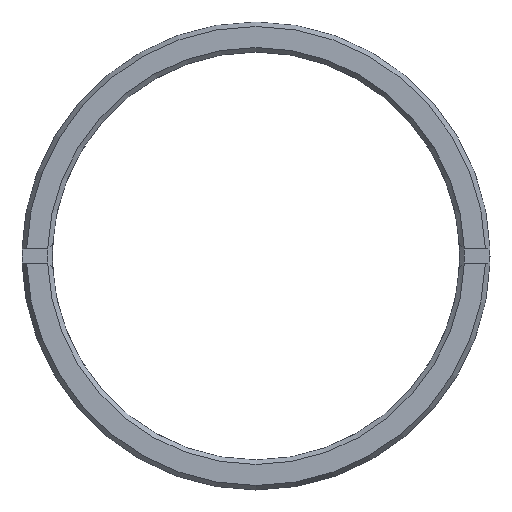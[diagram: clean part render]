
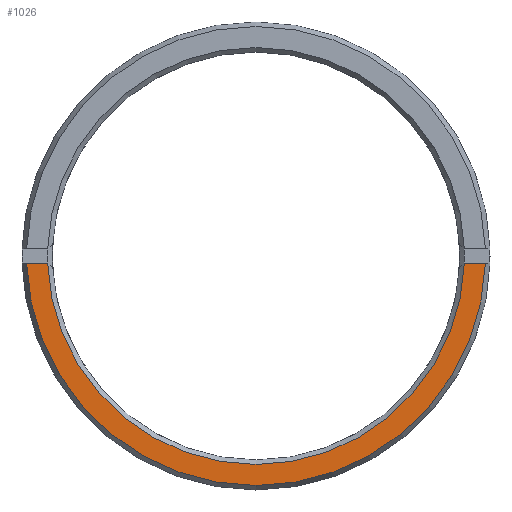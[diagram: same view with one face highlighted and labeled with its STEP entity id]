
A CAD part, left-side view. The second image highlights one B-rep face of the part: STEP entity #1026.
In plain terms, the highlighted planar face has unit normal (-1, 0, 0).
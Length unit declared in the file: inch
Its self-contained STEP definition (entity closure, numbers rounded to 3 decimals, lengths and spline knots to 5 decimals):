
#65 = AXIS2_PLACEMENT_3D ( 'NONE', #812, #822, #824 ) ;
#182 = EDGE_CURVE ( 'NONE', #1336, #1273, #1399, .T. ) ;
#214 = EDGE_CURVE ( 'NONE', #1273, #1335, #1424, .T. ) ;
#221 = EDGE_CURVE ( 'NONE', #1444, #1336, #1442, .T. ) ;
#230 = AXIS2_PLACEMENT_3D ( 'NONE', #635, #636, #770 ) ;
#240 = AXIS2_PLACEMENT_3D ( 'NONE', #289, #419, #402 ) ;
#255 = EDGE_CURVE ( 'NONE', #1444, #1168, #1459, .T. ) ;
#258 = AXIS2_PLACEMENT_3D ( 'NONE', #813, #791, #879 ) ;
#277 = CARTESIAN_POINT ( 'NONE',  ( 0., 0., -0.5075 ) ) ;
#289 = CARTESIAN_POINT ( 'NONE',  ( 0., 0., -1.14407 ) ) ;
#392 = CARTESIAN_POINT ( 'NONE',  ( 0., -0.50726, -0.01562 ) ) ;
#402 = DIRECTION ( 'NONE',  ( 0., 0., -1. ) ) ;
#419 = DIRECTION ( 'NONE',  ( 1., 0., 0. ) ) ;
#470 = CARTESIAN_POINT ( 'NONE',  ( 0., 0.46074, -0.01562 ) ) ;
#488 = CARTESIAN_POINT ( 'NONE',  ( 0., 0.50726, -0.01562 ) ) ;
#498 = CARTESIAN_POINT ( 'NONE',  ( 0., -0.46074, -0.01562 ) ) ;
#534 = PLANE ( 'NONE',  #240 ) ;
#626 = DIRECTION ( 'NONE',  ( 0., 1., 0. ) ) ;
#635 = CARTESIAN_POINT ( 'NONE',  ( 0., 0., 0. ) ) ;
#636 = DIRECTION ( 'NONE',  ( -1., 0., 0. ) ) ;
#706 = CARTESIAN_POINT ( 'NONE',  ( 0., 0., -0.01562 ) ) ;
#770 = DIRECTION ( 'NONE',  ( 0., 0., -1. ) ) ;
#791 = DIRECTION ( 'NONE',  ( 1., 0., 0. ) ) ;
#794 = DIRECTION ( 'NONE',  ( 0., -1., 0. ) ) ;
#812 = CARTESIAN_POINT ( 'NONE',  ( 0., 0., 0. ) ) ;
#813 = CARTESIAN_POINT ( 'NONE',  ( 0., 0., 0. ) ) ;
#822 = DIRECTION ( 'NONE',  ( -1., 0., 0. ) ) ;
#824 = DIRECTION ( 'NONE',  ( 0., 0., -1. ) ) ;
#843 = CARTESIAN_POINT ( 'NONE',  ( 0., 0., -0.01562 ) ) ;
#879 = DIRECTION ( 'NONE',  ( 0., 0., -1. ) ) ;
#924 = EDGE_CURVE ( 'NONE', #1335, #1168, #1268, .T. ) ;
#978 = FACE_OUTER_BOUND ( 'NONE', #1040, .T. ) ;
#1026 = ADVANCED_FACE ( 'NONE', ( #978 ), #534, .F. ) ;
#1040 = EDGE_LOOP ( 'NONE', ( #1338, #1365, #1128, #1342, #1356 ) ) ;
#1128 = ORIENTED_EDGE ( 'NONE', *, *, #182, .T. ) ;
#1168 = VERTEX_POINT ( 'NONE', #392 ) ;
#1268 = CIRCLE ( 'NONE', #230, 0.5075 ) ;
#1273 = VERTEX_POINT ( 'NONE', #488 ) ;
#1335 = VERTEX_POINT ( 'NONE', #277 ) ;
#1336 = VERTEX_POINT ( 'NONE', #470 ) ;
#1338 = ORIENTED_EDGE ( 'NONE', *, *, #255, .F. ) ;
#1342 = ORIENTED_EDGE ( 'NONE', *, *, #214, .T. ) ;
#1356 = ORIENTED_EDGE ( 'NONE', *, *, #924, .T. ) ;
#1365 = ORIENTED_EDGE ( 'NONE', *, *, #221, .T. ) ;
#1399 = LINE ( 'NONE', #706, #1425 ) ;
#1424 = CIRCLE ( 'NONE', #65, 0.5075 ) ;
#1425 = VECTOR ( 'NONE', #626, 39.37008 ) ;
#1442 = CIRCLE ( 'NONE', #258, 0.461 ) ;
#1444 = VERTEX_POINT ( 'NONE', #498 ) ;
#1459 = LINE ( 'NONE', #843, #1460 ) ;
#1460 = VECTOR ( 'NONE', #794, 39.37008 ) ;
